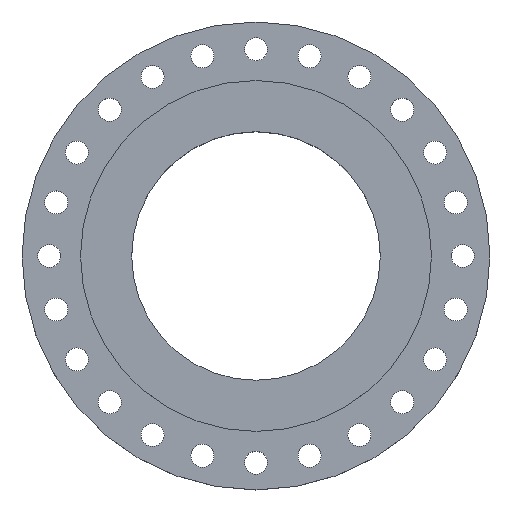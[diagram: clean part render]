
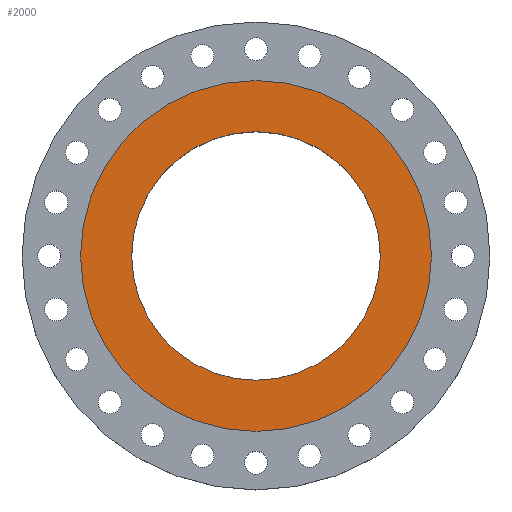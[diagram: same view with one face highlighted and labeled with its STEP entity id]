
A CAD part, top view. The second image highlights one B-rep face of the part: STEP entity #2000.
In plain terms, the highlighted planar face has unit normal (0, 0, 1).
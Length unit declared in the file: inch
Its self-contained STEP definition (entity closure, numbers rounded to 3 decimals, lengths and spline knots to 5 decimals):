
#46 = EDGE_LOOP ( 'NONE', ( #105, #2143 ) ) ;
#47 = PLANE ( 'NONE',  #631 ) ;
#67 = DIRECTION ( 'NONE',  ( 0., 0., 1. ) ) ;
#72 = DIRECTION ( 'NONE',  ( 0., 0., 1. ) ) ;
#93 = CIRCLE ( 'NONE', #1218, 10.5 ) ;
#105 = ORIENTED_EDGE ( 'NONE', *, *, #1736, .T. ) ;
#186 = DIRECTION ( 'NONE',  ( 1., 0., 0. ) ) ;
#222 = CARTESIAN_POINT ( 'NONE',  ( 0., 0., 0. ) ) ;
#446 = CARTESIAN_POINT ( 'NONE',  ( 7.4375, 0., 0. ) ) ;
#467 = AXIS2_PLACEMENT_3D ( 'NONE', #1563, #72, #2101 ) ;
#494 = CARTESIAN_POINT ( 'NONE',  ( -7.4375, 0., 0. ) ) ;
#561 = ORIENTED_EDGE ( 'NONE', *, *, #2371, .F. ) ;
#571 = FACE_OUTER_BOUND ( 'NONE', #46, .T. ) ;
#631 = AXIS2_PLACEMENT_3D ( 'NONE', #2245, #782, #1539 ) ;
#698 = DIRECTION ( 'NONE',  ( 0., 0., 1. ) ) ;
#782 = DIRECTION ( 'NONE',  ( 0., 0., -1. ) ) ;
#827 = EDGE_LOOP ( 'NONE', ( #561, #1517 ) ) ;
#858 = EDGE_CURVE ( 'NONE', #1462, #999, #1009, .T. ) ;
#999 = VERTEX_POINT ( 'NONE', #446 ) ;
#1009 = CIRCLE ( 'NONE', #1171, 7.4375 ) ;
#1171 = AXIS2_PLACEMENT_3D ( 'NONE', #2359, #698, #186 ) ;
#1218 = AXIS2_PLACEMENT_3D ( 'NONE', #222, #67, #2108 ) ;
#1270 = VERTEX_POINT ( 'NONE', #2226 ) ;
#1408 = AXIS2_PLACEMENT_3D ( 'NONE', #1704, #1895, #2060 ) ;
#1445 = CARTESIAN_POINT ( 'NONE',  ( -10.5, 0., 0. ) ) ;
#1453 = EDGE_CURVE ( 'NONE', #1459, #1270, #2033, .T. ) ;
#1459 = VERTEX_POINT ( 'NONE', #1445 ) ;
#1462 = VERTEX_POINT ( 'NONE', #494 ) ;
#1517 = ORIENTED_EDGE ( 'NONE', *, *, #858, .F. ) ;
#1522 = FACE_BOUND ( 'NONE', #827, .T. ) ;
#1539 = DIRECTION ( 'NONE',  ( -1., 0., 0. ) ) ;
#1563 = CARTESIAN_POINT ( 'NONE',  ( 0., 0., 0. ) ) ;
#1704 = CARTESIAN_POINT ( 'NONE',  ( 0., 0., 0. ) ) ;
#1736 = EDGE_CURVE ( 'NONE', #1270, #1459, #93, .T. ) ;
#1895 = DIRECTION ( 'NONE',  ( 0., 0., 1. ) ) ;
#2000 = ADVANCED_FACE ( 'NONE', ( #1522, #571 ), #47, .F. ) ;
#2033 = CIRCLE ( 'NONE', #467, 10.5 ) ;
#2060 = DIRECTION ( 'NONE',  ( 1., 0., 0. ) ) ;
#2101 = DIRECTION ( 'NONE',  ( 1., 0., 0. ) ) ;
#2108 = DIRECTION ( 'NONE',  ( 1., 0., 0. ) ) ;
#2143 = ORIENTED_EDGE ( 'NONE', *, *, #1453, .T. ) ;
#2226 = CARTESIAN_POINT ( 'NONE',  ( 10.5, 0., 0. ) ) ;
#2245 = CARTESIAN_POINT ( 'NONE',  ( 0., 7.4375, 0. ) ) ;
#2287 = CIRCLE ( 'NONE', #1408, 7.4375 ) ;
#2359 = CARTESIAN_POINT ( 'NONE',  ( 0., 0., 0. ) ) ;
#2371 = EDGE_CURVE ( 'NONE', #999, #1462, #2287, .T. ) ;
